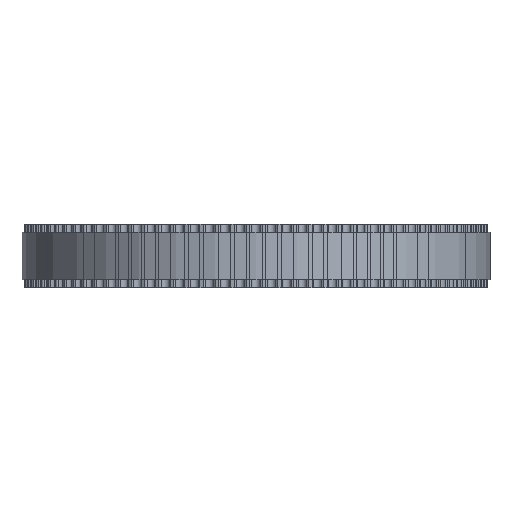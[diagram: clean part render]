
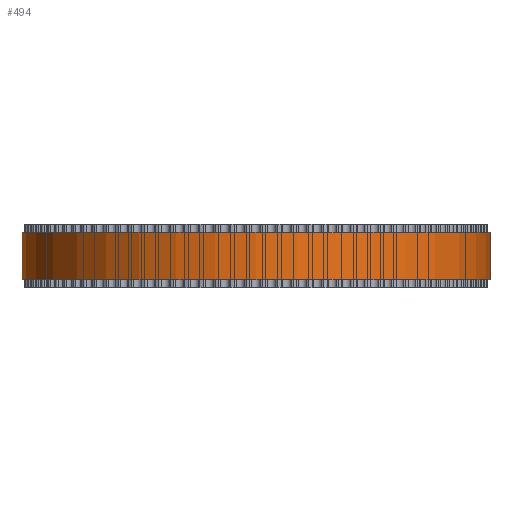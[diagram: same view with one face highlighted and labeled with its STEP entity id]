
A CAD part, front view. The second image highlights one B-rep face of the part: STEP entity #494.
In plain terms, the highlighted cylindrical face has radius 29.603 mm (diameter 59.206 mm), a full revolution.
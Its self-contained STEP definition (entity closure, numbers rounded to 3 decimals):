
#97=FACE_BOUND('',#1616,.T.);
#98=FACE_BOUND('',#1617,.T.);
#494=ADVANCED_FACE('',(#97,#98),#867,.T.);
#867=CYLINDRICAL_SURFACE('',#8327,29.603);
#1616=EDGE_LOOP('',(#4594));
#1617=EDGE_LOOP('',(#4595));
#4594=ORIENTED_EDGE('',*,*,#6458,.T.);
#4595=ORIENTED_EDGE('',*,*,#6459,.T.);
#5340=VERTEX_POINT('',#13180);
#5341=VERTEX_POINT('',#13182);
#6458=EDGE_CURVE('',#5340,#5340,#7204,.T.);
#6459=EDGE_CURVE('',#5341,#5341,#7205,.T.);
#7204=CIRCLE('',#8325,29.603);
#7205=CIRCLE('',#8326,29.603);
#8325=AXIS2_PLACEMENT_3D('',#13179,#10938,#10939);
#8326=AXIS2_PLACEMENT_3D('',#13181,#10940,#10941);
#8327=AXIS2_PLACEMENT_3D('',#13183,#10942,#10943);
#10938=DIRECTION('',(0.,0.,1.));
#10939=DIRECTION('',(1.,0.,0.));
#10940=DIRECTION('',(0.,0.,-1.));
#10941=DIRECTION('',(1.,0.,0.));
#10942=DIRECTION('',(0.,0.,1.));
#10943=DIRECTION('',(1.,0.,0.));
#13179=CARTESIAN_POINT('',(0.,0.,1.));
#13180=CARTESIAN_POINT('',(29.603,0.,1.));
#13181=CARTESIAN_POINT('',(0.,0.,7.));
#13182=CARTESIAN_POINT('',(29.603,0.,7.));
#13183=CARTESIAN_POINT('',(0.,0.,1.));
